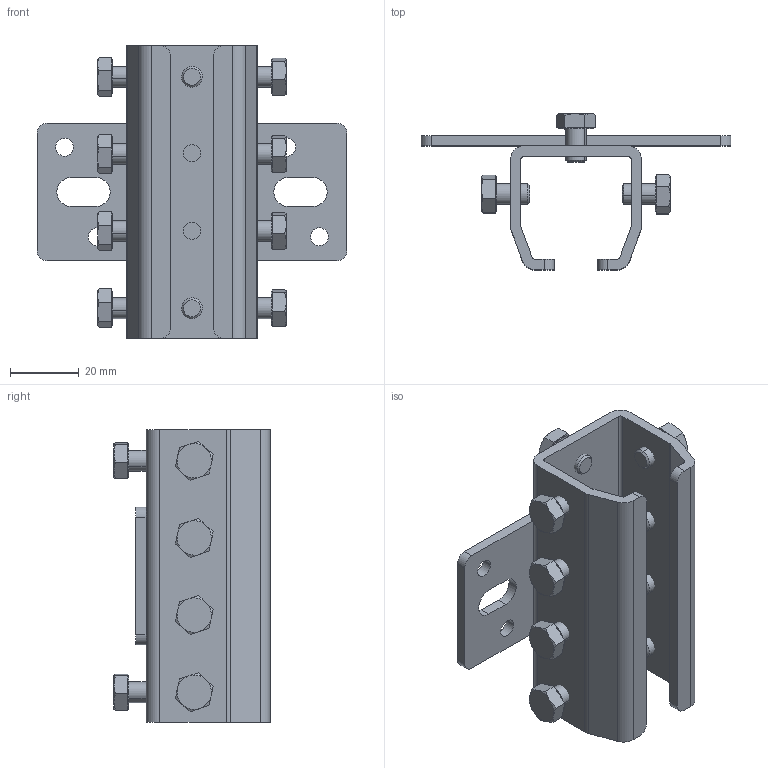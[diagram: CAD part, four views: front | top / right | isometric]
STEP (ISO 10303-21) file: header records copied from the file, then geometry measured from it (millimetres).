
FILE_DESCRIPTION (( 'STEP AP203' ), '1' );
FILE_NAME ('1.21.B30.STEP', '2017-11-28T15:18:19', ( '' ), ( '' ), 'SwSTEP 2.0', 'SolidWorks 2017', '' );
FILE_SCHEMA (( 'CONFIG_CONTROL_DESIGN' ));
Length unit declared in the file: millimetre
Products named in the file (2): 1.21.B30
Bounding box: 90 x 45.3 x 85 mm (x, y, z)
Volume: 44565.2 mm3; surface area: 33369.7 mm2
Topology: 12 solids, 12 shells, 377 faces, 854 edges, 517 vertices
Faces by surface type: plane 181, cylinder 104, cone 86, sphere 6
Entity records: 11029 total; most frequent: CARTESIAN_POINT 2350, DIRECTION 1844, ORIENTED_EDGE 1708, EDGE_CURVE 854, AXIS2_PLACEMENT_3D 731, VERTEX_POINT 517, EDGE_LOOP 429, VECTOR 382
